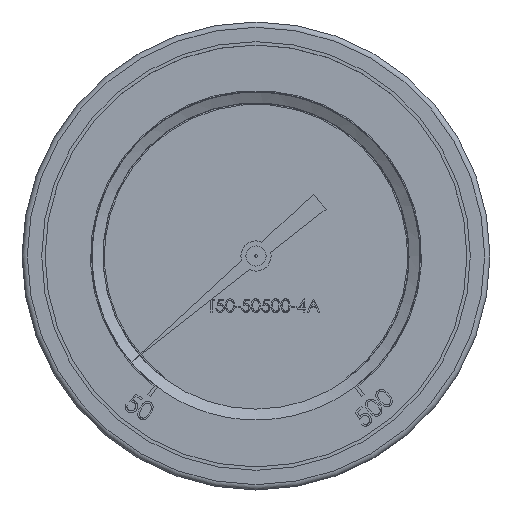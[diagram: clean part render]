
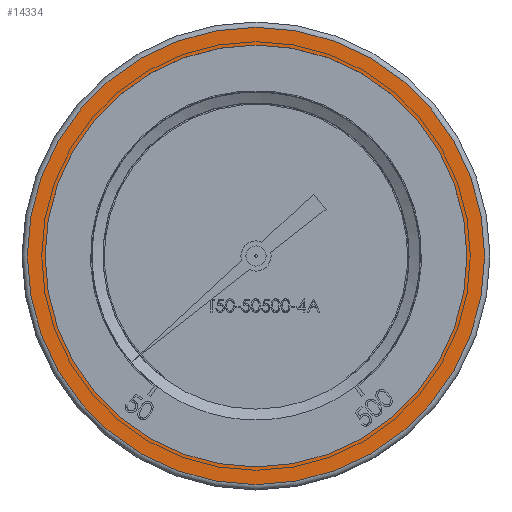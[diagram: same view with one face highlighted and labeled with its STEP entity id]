
A CAD part, top view. The second image highlights one B-rep face of the part: STEP entity #14334.
In plain terms, the highlighted planar face has unit normal (0, 0, 1).
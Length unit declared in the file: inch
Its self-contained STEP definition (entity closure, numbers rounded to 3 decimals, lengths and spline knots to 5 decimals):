
#259 = AXIS2_PLACEMENT_3D ( 'NONE', #13081, #21033, #11114 ) ;
#1029 = AXIS2_PLACEMENT_3D ( 'NONE', #11689, #19659, #9741 ) ;
#1457 = CIRCLE ( 'NONE', #1029, 2.58 ) ;
#2214 = ORIENTED_EDGE ( 'NONE', *, *, #14218, .F. ) ;
#4585 = VERTEX_POINT ( 'NONE', #16520 ) ;
#5079 = FACE_OUTER_BOUND ( 'NONE', #23888, .T. ) ;
#9036 = FACE_BOUND ( 'NONE', #14873, .T. ) ;
#9052 = CARTESIAN_POINT ( 'NONE',  ( -2.58, 0., 0. ) ) ;
#9741 = DIRECTION ( 'NONE',  ( -1., 0., 0. ) ) ;
#10982 = DIRECTION ( 'NONE',  ( -1., 0., 0. ) ) ;
#11114 = DIRECTION ( 'NONE',  ( -1., 0., 0. ) ) ;
#11689 = CARTESIAN_POINT ( 'NONE',  ( 0., 0., 0. ) ) ;
#13081 = CARTESIAN_POINT ( 'NONE',  ( 0., 0., 0. ) ) ;
#13271 = EDGE_CURVE ( 'NONE', #20679, #20679, #1457, .T. ) ;
#13285 = ORIENTED_EDGE ( 'NONE', *, *, #13271, .T. ) ;
#14218 = EDGE_CURVE ( 'NONE', #4585, #4585, #17310, .T. ) ;
#14334 = ADVANCED_FACE ( 'NONE', ( #5079, #9036 ), #17003, .F. ) ;
#14873 = EDGE_LOOP ( 'NONE', ( #2214 ) ) ;
#16520 = CARTESIAN_POINT ( 'NONE',  ( -2.38, 0., 0. ) ) ;
#17003 = PLANE ( 'NONE',  #259 ) ;
#17310 = CIRCLE ( 'NONE', #19606, 2.38 ) ;
#19221 = DIRECTION ( 'NONE',  ( 0., 0., 1. ) ) ;
#19606 = AXIS2_PLACEMENT_3D ( 'NONE', #25366, #19221, #10982 ) ;
#19659 = DIRECTION ( 'NONE',  ( 0., 0., 1. ) ) ;
#20679 = VERTEX_POINT ( 'NONE', #9052 ) ;
#21033 = DIRECTION ( 'NONE',  ( 0., 0., -1. ) ) ;
#23888 = EDGE_LOOP ( 'NONE', ( #13285 ) ) ;
#25366 = CARTESIAN_POINT ( 'NONE',  ( 0., 0., 0. ) ) ;
